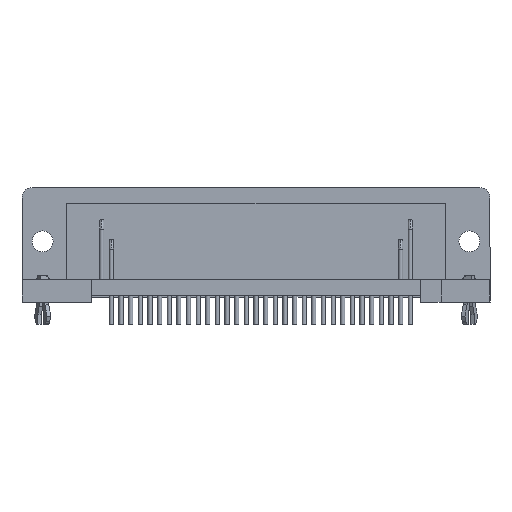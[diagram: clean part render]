
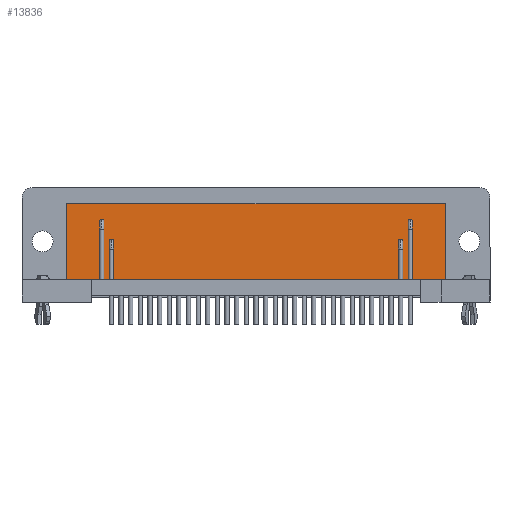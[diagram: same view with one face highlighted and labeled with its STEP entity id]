
A CAD part, front view. The second image highlights one B-rep face of the part: STEP entity #13836.
In plain terms, the highlighted planar face has unit normal (0, -1, 0).
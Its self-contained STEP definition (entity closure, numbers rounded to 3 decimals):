
#13797=CARTESIAN_POINT('',(0.,6.84,8.65));
#13798=DIRECTION('',(0.0,1.0,0.0));
#13799=DIRECTION('',(-1.0,0.0,0.0));
#13800=AXIS2_PLACEMENT_3D('',#13797,#13798,#13799);
#13801=PLANE('',#13800);
#13802=CARTESIAN_POINT('',(-27.1,6.84,14.1));
#13803=VERTEX_POINT('',#13802);
#13804=CARTESIAN_POINT('',(-27.1,6.84,3.2));
#13805=VERTEX_POINT('',#13804);
#13806=CARTESIAN_POINT('',(-27.1,6.84,14.1));
#13807=DIRECTION('',(0.0,0.0,-1.0));
#13808=VECTOR('',#13807,10.9);
#13809=LINE('',#13806,#13808);
#13810=EDGE_CURVE('',#13803,#13805,#13809,.T.);
#13811=ORIENTED_EDGE('',*,*,#13810,.T.);
#13812=CARTESIAN_POINT('',(27.1,6.84,3.2));
#13813=VERTEX_POINT('',#13812);
#13814=CARTESIAN_POINT('',(-27.1,6.84,3.2));
#13815=DIRECTION('',(1.0,0.0,0.0));
#13816=VECTOR('',#13815,54.2);
#13817=LINE('',#13814,#13816);
#13818=EDGE_CURVE('',#13805,#13813,#13817,.T.);
#13819=ORIENTED_EDGE('',*,*,#13818,.T.);
#13820=CARTESIAN_POINT('',(27.1,6.84,14.1));
#13821=VERTEX_POINT('',#13820);
#13822=CARTESIAN_POINT('',(27.1,6.84,3.2));
#13823=DIRECTION('',(0.0,0.0,1.0));
#13824=VECTOR('',#13823,10.9);
#13825=LINE('',#13822,#13824);
#13826=EDGE_CURVE('',#13813,#13821,#13825,.T.);
#13827=ORIENTED_EDGE('',*,*,#13826,.T.);
#13828=CARTESIAN_POINT('',(27.1,6.84,14.1));
#13829=DIRECTION('',(-1.0,0.0,0.0));
#13830=VECTOR('',#13829,54.2);
#13831=LINE('',#13828,#13830);
#13832=EDGE_CURVE('',#13821,#13803,#13831,.T.);
#13833=ORIENTED_EDGE('',*,*,#13832,.T.);
#13834=EDGE_LOOP('',(#13811,#13819,#13827,#13833));
#13835=FACE_OUTER_BOUND('',#13834,.T.);
#13836=ADVANCED_FACE('',(#13835),#13801,.F.);
